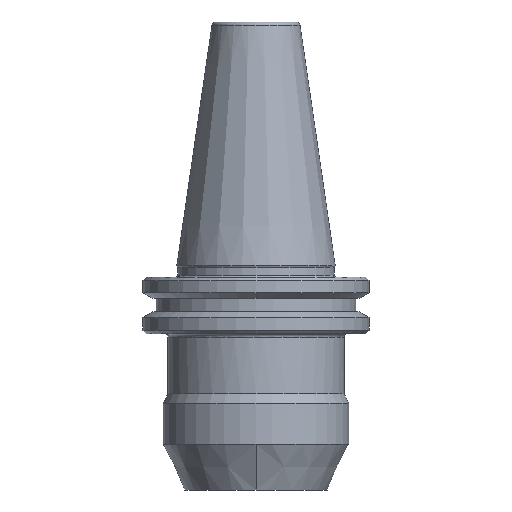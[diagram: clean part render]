
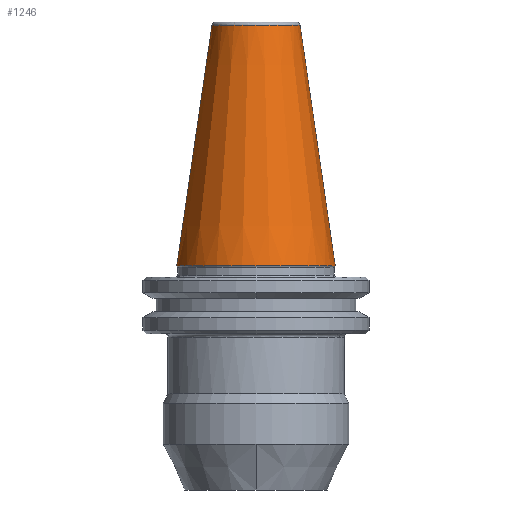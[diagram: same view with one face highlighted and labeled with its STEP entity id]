
A CAD part, front view. The second image highlights one B-rep face of the part: STEP entity #1246.
In plain terms, the highlighted conical face has half-angle 8.297 degrees and reference radius 22.225 mm.
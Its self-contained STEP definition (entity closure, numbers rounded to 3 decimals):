
#240 = CONICAL_SURFACE ( 'NONE', #1536, 22.225, 0.145 ) ;
#314 = AXIS2_PLACEMENT_3D ( 'NONE', #441, #436, #431 ) ;
#377 = DIRECTION ( 'NONE',  ( -1., 0., 0. ) ) ;
#412 = CIRCLE ( 'NONE', #314, 12.375 ) ;
#431 = DIRECTION ( 'NONE',  ( -1., 0., 0. ) ) ;
#436 = DIRECTION ( 'NONE',  ( 0., 0., -1. ) ) ;
#441 = CARTESIAN_POINT ( 'NONE',  ( 0., 0., 67.544 ) ) ;
#469 = VECTOR ( 'NONE', #1508, 1000. ) ;
#471 = LINE ( 'NONE', #1523, #975 ) ;
#534 = CIRCLE ( 'NONE', #585, 22.225 ) ;
#536 = ORIENTED_EDGE ( 'NONE', *, *, #1153, .F. ) ;
#542 = CARTESIAN_POINT ( 'NONE',  ( 12.375, 0., 67.544 ) ) ;
#585 = AXIS2_PLACEMENT_3D ( 'NONE', #1453, #1183, #377 ) ;
#592 = CARTESIAN_POINT ( 'NONE',  ( -22.225, 0., 0. ) ) ;
#598 = VERTEX_POINT ( 'NONE', #592 ) ;
#767 = EDGE_CURVE ( 'NONE', #598, #1350, #534, .T. ) ;
#769 = CARTESIAN_POINT ( 'NONE',  ( 22.225, 0., 0. ) ) ;
#816 = VERTEX_POINT ( 'NONE', #871 ) ;
#827 = EDGE_CURVE ( 'NONE', #816, #598, #1582, .T. ) ;
#871 = CARTESIAN_POINT ( 'NONE',  ( -12.375, 0., 67.544 ) ) ;
#909 = ORIENTED_EDGE ( 'NONE', *, *, #767, .T. ) ;
#975 = VECTOR ( 'NONE', #1520, 1000. ) ;
#1078 = DIRECTION ( 'NONE',  ( -1., 0., 0. ) ) ;
#1128 = FACE_OUTER_BOUND ( 'NONE', #1198, .T. ) ;
#1153 = EDGE_CURVE ( 'NONE', #1503, #1350, #471, .T. ) ;
#1183 = DIRECTION ( 'NONE',  ( 0., 0., 1. ) ) ;
#1198 = EDGE_LOOP ( 'NONE', ( #536, #1566, #1218, #909 ) ) ;
#1218 = ORIENTED_EDGE ( 'NONE', *, *, #827, .T. ) ;
#1246 = ADVANCED_FACE ( 'NONE', ( #1128 ), #240, .T. ) ;
#1350 = VERTEX_POINT ( 'NONE', #769 ) ;
#1453 = CARTESIAN_POINT ( 'NONE',  ( 0., 0., 0. ) ) ;
#1458 = CARTESIAN_POINT ( 'NONE',  ( -22.225, 0., 0. ) ) ;
#1464 = DIRECTION ( 'NONE',  ( 0., 0., -1. ) ) ;
#1503 = VERTEX_POINT ( 'NONE', #542 ) ;
#1508 = DIRECTION ( 'NONE',  ( -0.144, 0., -0.99 ) ) ;
#1511 = CARTESIAN_POINT ( 'NONE',  ( 0., 0., 0. ) ) ;
#1520 = DIRECTION ( 'NONE',  ( 0.144, 0., -0.99 ) ) ;
#1523 = CARTESIAN_POINT ( 'NONE',  ( 22.225, 0., 0. ) ) ;
#1534 = EDGE_CURVE ( 'NONE', #1503, #816, #412, .T. ) ;
#1536 = AXIS2_PLACEMENT_3D ( 'NONE', #1511, #1464, #1078 ) ;
#1566 = ORIENTED_EDGE ( 'NONE', *, *, #1534, .T. ) ;
#1582 = LINE ( 'NONE', #1458, #469 ) ;
